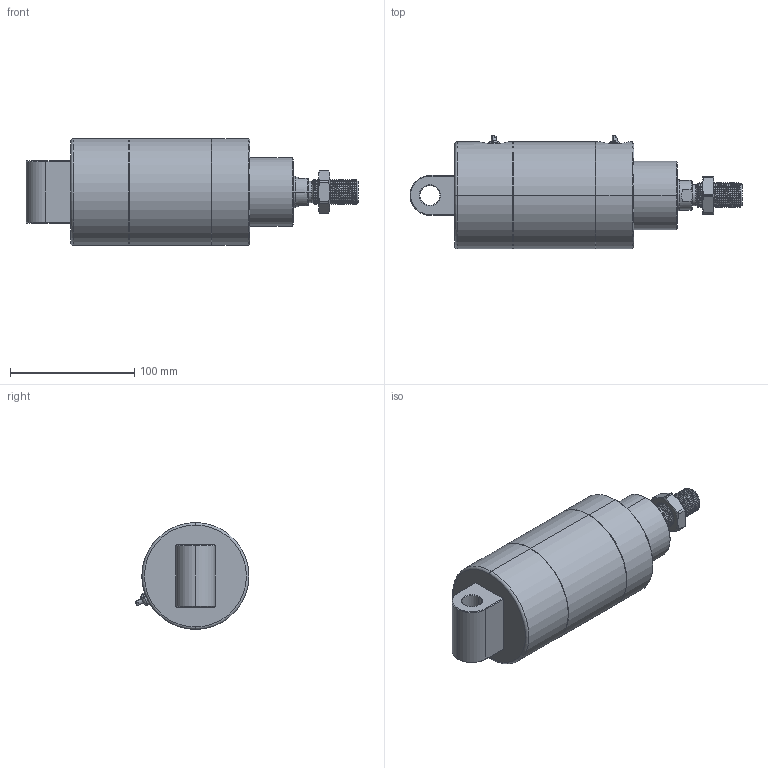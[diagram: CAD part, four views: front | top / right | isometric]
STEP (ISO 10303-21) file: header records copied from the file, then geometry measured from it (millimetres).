
FILE_DESCRIPTION (( 'STEP AP214' ), '1' );
FILE_NAME ('U080 0000 1328.STEP', '2021-05-05T10:49:39', ( '' ), ( '' ), 'SwSTEP 2.0', 'SolidWorks 2019', '' );
FILE_SCHEMA (( 'AUTOMOTIVE_DESIGN' ));
Length unit declared in the file: millimetre
Products named in the file (19): 1080-28; Afstryger (32-125)_407288; 9080-36JB2; 1080-13; 9040-01; Stempeltætning_E48068N3578; Stempelstangsmøtrik_U1909030; Bremsepakning_PP3040N3589; Leje_PAP2520P11; Oring_ORING 03,80 X 1,25; Bremseskrue 63-125; 9041-01; U080 0000 1328; 9025-34_9025-34-0; Bolt-DIN912_M14x45; Magnet_9380; 9080-35-R_9080-35-66; Oring_ORING 75,92 X 1,78
Assembly tree (25 placements, depth 3):
  U080 0000 1328
    1080-13
    1080-28
    9080-35-R_9080-35-66
    9025-34_9025-34-0
    Bremseskrue 63-125
      9040-01
      9041-01
      Oring_ORING 03,80 X 1,25
    Bremseskrue 63-125
      9040-01
      9041-01
      Oring_ORING 03,80 X 1,25
    Afstryger (32-125)_407288
    9080-36JB2  x2
    Leje_PAP2520P11
    Bremsepakning_PP3040N3589  x2
    Stempeltætning_E48068N3578  x2
    Oring_ORING 75,92 X 1,78  x2
    Magnet_9380
    Bolt-DIN912_M14x45
    Stempelstangsmøtrik_U1909030
Bounding box: 267 x 91.5 x 86 mm (x, y, z)
Volume: 916336.2 mm3; surface area: 223769.4 mm2
Topology: 23 solids, 23 shells, 736 faces, 1692 edges, 1049 vertices
Faces by surface type: cylinder 320, plane 184, cone 149, torus 74, bspline 9
Entity records: 28172 total; most frequent: CARTESIAN_POINT 14411, DIRECTION 2767, ORIENTED_EDGE 2720, EDGE_CURVE 1360, AXIS2_PLACEMENT_3D 1142, VERTEX_POINT 848, EDGE_LOOP 666, FACE_OUTER_BOUND 586
